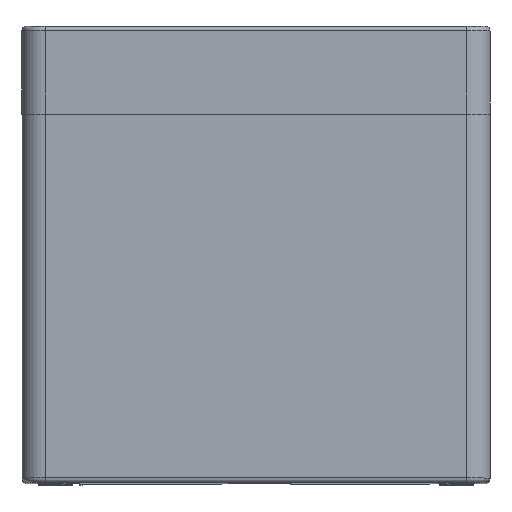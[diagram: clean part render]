
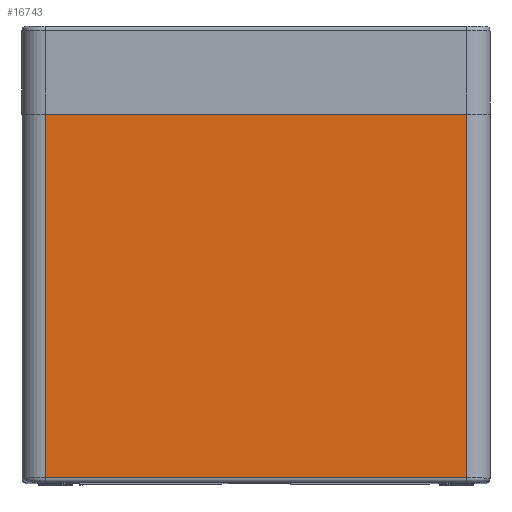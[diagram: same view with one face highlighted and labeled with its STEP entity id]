
A CAD part, top view. The second image highlights one B-rep face of the part: STEP entity #16743.
In plain terms, the highlighted planar face has unit normal (0, 0, 1).
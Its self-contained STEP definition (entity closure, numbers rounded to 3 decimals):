
#3471 = EDGE_CURVE ( 'NONE', #59312, #42871, #51558, .T. ) ;
#6875 = EDGE_CURVE ( 'NONE', #44158, #59312, #35886, .T. ) ;
#10532 = EDGE_CURVE ( 'NONE', #106434, #42871, #76956, .T. ) ;
#11960 = DIRECTION ( 'NONE',  ( 0., 1., 0. ) ) ;
#13569 = PLANE ( 'NONE',  #25211 ) ;
#14205 = VECTOR ( 'NONE', #92932, 1000. ) ;
#16743 = ADVANCED_FACE ( 'NONE', ( #109258 ), #13569, .T. ) ;
#22083 = CARTESIAN_POINT ( 'NONE',  ( -91., -159., 116. ) ) ;
#22473 = DIRECTION ( 'NONE',  ( 0., 0., 1. ) ) ;
#25163 = VECTOR ( 'NONE', #11960, 1000. ) ;
#25211 = AXIS2_PLACEMENT_3D ( 'NONE', #98484, #22473, #84405 ) ;
#25817 = ORIENTED_EDGE ( 'NONE', *, *, #10532, .F. ) ;
#26153 = CARTESIAN_POINT ( 'NONE',  ( -91., -157., 116. ) ) ;
#28132 = EDGE_LOOP ( 'NONE', ( #102127, #111380, #74189, #25817 ) ) ;
#35886 = LINE ( 'NONE', #100852, #82934 ) ;
#38232 = VECTOR ( 'NONE', #41392, 1000. ) ;
#41392 = DIRECTION ( 'NONE',  ( 1., 0., 0. ) ) ;
#42871 = VERTEX_POINT ( 'NONE', #60218 ) ;
#43396 = LINE ( 'NONE', #22083, #14205 ) ;
#44158 = VERTEX_POINT ( 'NONE', #26153 ) ;
#47835 = DIRECTION ( 'NONE',  ( 1., 0., 0. ) ) ;
#51558 = LINE ( 'NONE', #73917, #25163 ) ;
#58787 = CARTESIAN_POINT ( 'NONE',  ( -101., 0., 116. ) ) ;
#59312 = VERTEX_POINT ( 'NONE', #93709 ) ;
#60218 = CARTESIAN_POINT ( 'NONE',  ( 91., 0., 116. ) ) ;
#73917 = CARTESIAN_POINT ( 'NONE',  ( 91., -159., 116. ) ) ;
#74189 = ORIENTED_EDGE ( 'NONE', *, *, #3471, .T. ) ;
#76956 = LINE ( 'NONE', #58787, #38232 ) ;
#82934 = VECTOR ( 'NONE', #47835, 1000. ) ;
#84405 = DIRECTION ( 'NONE',  ( 1., 0., 0. ) ) ;
#92932 = DIRECTION ( 'NONE',  ( 0., -1., 0. ) ) ;
#93709 = CARTESIAN_POINT ( 'NONE',  ( 91., -157., 116. ) ) ;
#98484 = CARTESIAN_POINT ( 'NONE',  ( -101., -159., 116. ) ) ;
#100852 = CARTESIAN_POINT ( 'NONE',  ( 91., -157., 116. ) ) ;
#102127 = ORIENTED_EDGE ( 'NONE', *, *, #103709, .T. ) ;
#103709 = EDGE_CURVE ( 'NONE', #106434, #44158, #43396, .T. ) ;
#103750 = CARTESIAN_POINT ( 'NONE',  ( -91., 0., 116. ) ) ;
#106434 = VERTEX_POINT ( 'NONE', #103750 ) ;
#109258 = FACE_OUTER_BOUND ( 'NONE', #28132, .T. ) ;
#111380 = ORIENTED_EDGE ( 'NONE', *, *, #6875, .T. ) ;
